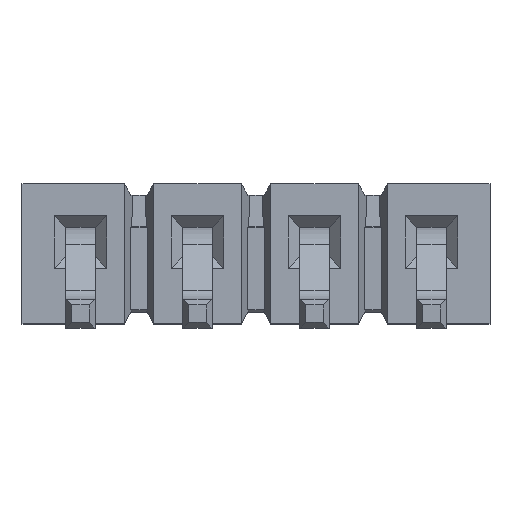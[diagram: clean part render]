
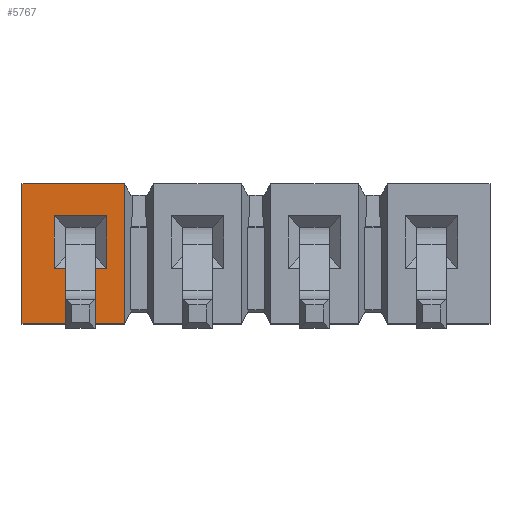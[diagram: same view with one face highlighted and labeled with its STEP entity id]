
A CAD part, top view. The second image highlights one B-rep face of the part: STEP entity #5767.
In plain terms, the highlighted planar face has unit normal (0, 0, 1).
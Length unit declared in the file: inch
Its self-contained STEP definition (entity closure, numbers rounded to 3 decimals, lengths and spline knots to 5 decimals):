
#146 = DIRECTION ( 'NONE',  ( 0., 1., 0. ) ) ;
#323 = LINE ( 'NONE', #6940, #6894 ) ;
#523 = CARTESIAN_POINT ( 'NONE',  ( 0.2, 0., 0.05 ) ) ;
#540 = VERTEX_POINT ( 'NONE', #10241 ) ;
#555 = VERTEX_POINT ( 'NONE', #11206 ) ;
#743 = EDGE_CURVE ( 'NONE', #891, #11101, #6036, .T. ) ;
#789 = FACE_OUTER_BOUND ( 'NONE', #9076, .T. ) ;
#891 = VERTEX_POINT ( 'NONE', #10772 ) ;
#980 = DIRECTION ( 'NONE',  ( 0., -1., 0. ) ) ;
#994 = ORIENTED_EDGE ( 'NONE', *, *, #12399, .T. ) ;
#1005 = EDGE_CURVE ( 'NONE', #6011, #3364, #12262, .T. ) ;
#1018 = DIRECTION ( 'NONE',  ( -1., 0., 0. ) ) ;
#1333 = VECTOR ( 'NONE', #980, 39.37008 ) ;
#1373 = EDGE_CURVE ( 'NONE', #6233, #540, #6002, .T. ) ;
#1488 = VECTOR ( 'NONE', #6993, 39.37008 ) ;
#1619 = ORIENTED_EDGE ( 'NONE', *, *, #4255, .F. ) ;
#1635 = ORIENTED_EDGE ( 'NONE', *, *, #1373, .T. ) ;
#1643 = DIRECTION ( 'NONE',  ( 1., 0., 0. ) ) ;
#1888 = AXIS2_PLACEMENT_3D ( 'NONE', #8046, #2921, #3046 ) ;
#1962 = ORIENTED_EDGE ( 'NONE', *, *, #9735, .T. ) ;
#1970 = CARTESIAN_POINT ( 'NONE',  ( -0.1275, 0.53231, 0.05 ) ) ;
#2193 = VECTOR ( 'NONE', #8928, 39.37008 ) ;
#2921 = DIRECTION ( 'NONE',  ( 0., 0., -1. ) ) ;
#3046 = DIRECTION ( 'NONE',  ( -1., 0., 0. ) ) ;
#3091 = VECTOR ( 'NONE', #9518, 39.37008 ) ;
#3364 = VERTEX_POINT ( 'NONE', #6419 ) ;
#3411 = EDGE_CURVE ( 'NONE', #3364, #11101, #11015, .T. ) ;
#3468 = VECTOR ( 'NONE', #146, 39.37008 ) ;
#3678 = VECTOR ( 'NONE', #1643, 39.37008 ) ;
#3685 = CARTESIAN_POINT ( 'NONE',  ( -0.1725, 0.0925, 0.05 ) ) ;
#3762 = FACE_BOUND ( 'NONE', #10786, .T. ) ;
#3927 = CARTESIAN_POINT ( 'NONE',  ( 0.2, 0.12, 0.05 ) ) ;
#4139 = LINE ( 'NONE', #3927, #1488 ) ;
#4255 = EDGE_CURVE ( 'NONE', #6011, #891, #4139, .T. ) ;
#5124 = EDGE_CURVE ( 'NONE', #10981, #555, #323, .T. ) ;
#5767 = ADVANCED_FACE ( 'NONE', ( #3762, #789 ), #6077, .F. ) ;
#6002 = LINE ( 'NONE', #7647, #3678 ) ;
#6011 = VERTEX_POINT ( 'NONE', #11785 ) ;
#6036 = LINE ( 'NONE', #11425, #12769 ) ;
#6077 = PLANE ( 'NONE',  #1888 ) ;
#6169 = ORIENTED_EDGE ( 'NONE', *, *, #3411, .T. ) ;
#6233 = VERTEX_POINT ( 'NONE', #3685 ) ;
#6419 = CARTESIAN_POINT ( 'NONE',  ( -0.2, 0., 0.05 ) ) ;
#6847 = CARTESIAN_POINT ( 'NONE',  ( -0.1125, 0., 0.05 ) ) ;
#6894 = VECTOR ( 'NONE', #1018, 39.37008 ) ;
#6940 = CARTESIAN_POINT ( 'NONE',  ( 0.2, 0.0475, 0.05 ) ) ;
#6993 = DIRECTION ( 'NONE',  ( 1., 0., 0. ) ) ;
#7087 = ORIENTED_EDGE ( 'NONE', *, *, #743, .F. ) ;
#7230 = ORIENTED_EDGE ( 'NONE', *, *, #1005, .T. ) ;
#7340 = LINE ( 'NONE', #9067, #3468 ) ;
#7647 = CARTESIAN_POINT ( 'NONE',  ( 0.2, 0.0925, 0.05 ) ) ;
#8046 = CARTESIAN_POINT ( 'NONE',  ( 0.2, 0.53231, 0.05 ) ) ;
#8609 = CARTESIAN_POINT ( 'NONE',  ( -0.1275, 0.0475, 0.05 ) ) ;
#8928 = DIRECTION ( 'NONE',  ( 0., -1., 0. ) ) ;
#9067 = CARTESIAN_POINT ( 'NONE',  ( -0.1725, 0.53231, 0.05 ) ) ;
#9076 = EDGE_LOOP ( 'NONE', ( #6169, #7087, #1619, #7230 ) ) ;
#9145 = CARTESIAN_POINT ( 'NONE',  ( -0.2, 0.53231, 0.05 ) ) ;
#9518 = DIRECTION ( 'NONE',  ( 1., 0., 0. ) ) ;
#9642 = LINE ( 'NONE', #1970, #2193 ) ;
#9735 = EDGE_CURVE ( 'NONE', #555, #6233, #7340, .T. ) ;
#10241 = CARTESIAN_POINT ( 'NONE',  ( -0.1275, 0.0925, 0.05 ) ) ;
#10772 = CARTESIAN_POINT ( 'NONE',  ( -0.1125, 0.12, 0.05 ) ) ;
#10786 = EDGE_LOOP ( 'NONE', ( #12714, #1962, #1635, #994 ) ) ;
#10981 = VERTEX_POINT ( 'NONE', #8609 ) ;
#11015 = LINE ( 'NONE', #523, #3091 ) ;
#11101 = VERTEX_POINT ( 'NONE', #6847 ) ;
#11206 = CARTESIAN_POINT ( 'NONE',  ( -0.1725, 0.0475, 0.05 ) ) ;
#11425 = CARTESIAN_POINT ( 'NONE',  ( -0.1125, 0.14915, 0.05 ) ) ;
#11465 = DIRECTION ( 'NONE',  ( 0., -1., 0. ) ) ;
#11785 = CARTESIAN_POINT ( 'NONE',  ( -0.2, 0.12, 0.05 ) ) ;
#12262 = LINE ( 'NONE', #9145, #1333 ) ;
#12399 = EDGE_CURVE ( 'NONE', #540, #10981, #9642, .T. ) ;
#12714 = ORIENTED_EDGE ( 'NONE', *, *, #5124, .T. ) ;
#12769 = VECTOR ( 'NONE', #11465, 39.37008 ) ;
